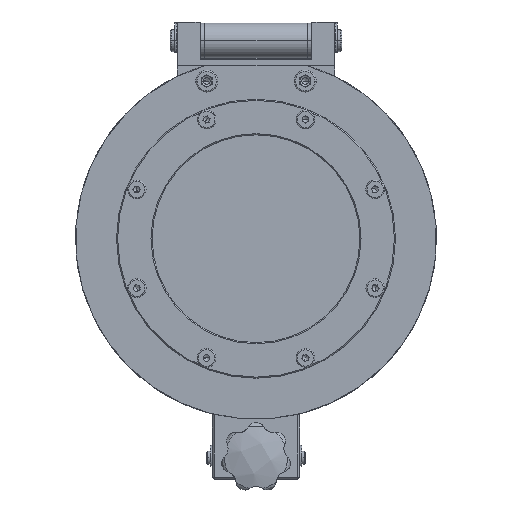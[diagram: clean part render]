
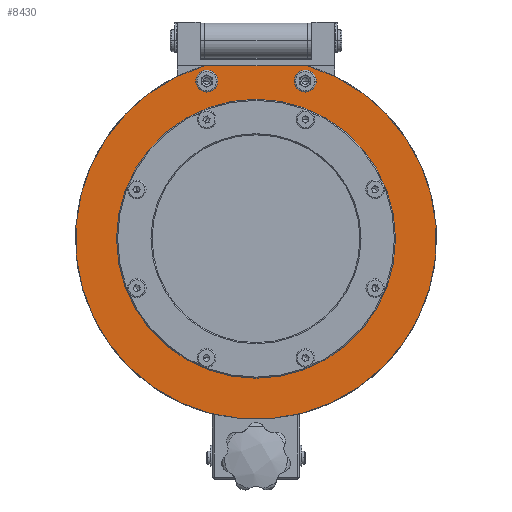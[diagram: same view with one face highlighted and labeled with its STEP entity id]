
A CAD part, top view. The second image highlights one B-rep face of the part: STEP entity #8430.
In plain terms, the highlighted planar face has unit normal (0, 0, 1).
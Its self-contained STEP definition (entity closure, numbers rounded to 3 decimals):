
#91 = EDGE_LOOP ( 'NONE', ( #38909, #1996 ) ) ;
#205 = VERTEX_POINT ( 'NONE', #36156 ) ;
#416 = ORIENTED_EDGE ( 'NONE', *, *, #7628, .F. ) ;
#1996 = ORIENTED_EDGE ( 'NONE', *, *, #38817, .T. ) ;
#4213 = CARTESIAN_POINT ( 'NONE',  ( -22.5, 68.582, 26. ) ) ;
#5631 = DIRECTION ( 'NONE',  ( 0., 0., 1. ) ) ;
#5775 = CARTESIAN_POINT ( 'NONE',  ( 0., 0., 26. ) ) ;
#6316 = CARTESIAN_POINT ( 'NONE',  ( 63.75, 0., 26. ) ) ;
#6828 = CIRCLE ( 'NONE', #38855, 3.5 ) ;
#7479 = CARTESIAN_POINT ( 'NONE',  ( -22.5, 75.582, 26. ) ) ;
#7628 = EDGE_CURVE ( 'NONE', #38893, #17891, #10449, .T. ) ;
#8139 = EDGE_CURVE ( 'NONE', #37402, #205, #16812, .T. ) ;
#8332 = EDGE_CURVE ( 'NONE', #37105, #12380, #6828, .T. ) ;
#8430 = ADVANCED_FACE ( 'NONE', ( #12590, #14214, #12874, #13077 ), #27466, .T. ) ;
#8560 = CIRCLE ( 'NONE', #9571, 3.5 ) ;
#9089 = ORIENTED_EDGE ( 'NONE', *, *, #8139, .F. ) ;
#9208 = ORIENTED_EDGE ( 'NONE', *, *, #10778, .F. ) ;
#9571 = AXIS2_PLACEMENT_3D ( 'NONE', #32236, #32459, #32651 ) ;
#10165 = AXIS2_PLACEMENT_3D ( 'NONE', #16170, #16054, #16044 ) ;
#10449 = CIRCLE ( 'NONE', #36395, 63.75 ) ;
#10778 = EDGE_CURVE ( 'NONE', #17891, #38893, #36435, .T. ) ;
#11793 = DIRECTION ( 'NONE',  ( 1., 0., 0. ) ) ;
#12056 = VECTOR ( 'NONE', #36372, 1000. ) ;
#12380 = VERTEX_POINT ( 'NONE', #7479 ) ;
#12590 = FACE_BOUND ( 'NONE', #17264, .T. ) ;
#12874 = FACE_BOUND ( 'NONE', #23124, .T. ) ;
#13077 = FACE_OUTER_BOUND ( 'NONE', #91, .T. ) ;
#14214 = FACE_BOUND ( 'NONE', #21238, .T. ) ;
#14705 = ORIENTED_EDGE ( 'NONE', *, *, #8332, .F. ) ;
#16044 = DIRECTION ( 'NONE',  ( 0., 1., 0. ) ) ;
#16054 = DIRECTION ( 'NONE',  ( 0., 0., 1. ) ) ;
#16170 = CARTESIAN_POINT ( 'NONE',  ( 0., 0., 26. ) ) ;
#16812 = CIRCLE ( 'NONE', #31178, 3.5 ) ;
#17084 = ORIENTED_EDGE ( 'NONE', *, *, #24769, .F. ) ;
#17264 = EDGE_LOOP ( 'NONE', ( #9208, #416 ) ) ;
#17314 = EDGE_CURVE ( 'NONE', #39024, #29077, #32482, .T. ) ;
#17891 = VERTEX_POINT ( 'NONE', #6316 ) ;
#17898 = ORIENTED_EDGE ( 'NONE', *, *, #35463, .F. ) ;
#19453 = AXIS2_PLACEMENT_3D ( 'NONE', #26997, #26992, #26943 ) ;
#20789 = AXIS2_PLACEMENT_3D ( 'NONE', #23096, #23046, #22963 ) ;
#21238 = EDGE_LOOP ( 'NONE', ( #17084, #14705 ) ) ;
#21832 = CIRCLE ( 'NONE', #20789, 3.5 ) ;
#22963 = DIRECTION ( 'NONE',  ( 0., 1., 0. ) ) ;
#23046 = DIRECTION ( 'NONE',  ( 0., 0., 1. ) ) ;
#23096 = CARTESIAN_POINT ( 'NONE',  ( -22.5, 72.082, 26. ) ) ;
#23124 = EDGE_LOOP ( 'NONE', ( #17898, #9089 ) ) ;
#24769 = EDGE_CURVE ( 'NONE', #12380, #37105, #21832, .T. ) ;
#26943 = DIRECTION ( 'NONE',  ( 0., 1., 0. ) ) ;
#26992 = DIRECTION ( 'NONE',  ( 0., 0., 1. ) ) ;
#26997 = CARTESIAN_POINT ( 'NONE',  ( 0., 0., 26. ) ) ;
#27466 = PLANE ( 'NONE',  #19453 ) ;
#28496 = DIRECTION ( 'NONE',  ( 0., 0., 1. ) ) ;
#28500 = CARTESIAN_POINT ( 'NONE',  ( -22.5, 72.082, 26. ) ) ;
#29077 = VERTEX_POINT ( 'NONE', #38282 ) ;
#31178 = AXIS2_PLACEMENT_3D ( 'NONE', #31504, #31471, #31462 ) ;
#31201 = CARTESIAN_POINT ( 'NONE',  ( -63.75, 0., 26. ) ) ;
#31462 = DIRECTION ( 'NONE',  ( 0., 1., 0. ) ) ;
#31471 = DIRECTION ( 'NONE',  ( 0., 0., 1. ) ) ;
#31504 = CARTESIAN_POINT ( 'NONE',  ( 22.5, 72.082, 26. ) ) ;
#31564 = DIRECTION ( 'NONE',  ( 0., 1., 0. ) ) ;
#32236 = CARTESIAN_POINT ( 'NONE',  ( 22.5, 72.082, 26. ) ) ;
#32459 = DIRECTION ( 'NONE',  ( 0., 0., 1. ) ) ;
#32482 = CIRCLE ( 'NONE', #10165, 82.5 ) ;
#32651 = DIRECTION ( 'NONE',  ( 0., 1., 0. ) ) ;
#35463 = EDGE_CURVE ( 'NONE', #205, #37402, #8560, .T. ) ;
#35722 = CARTESIAN_POINT ( 'NONE',  ( -23.5, 79.082, 26. ) ) ;
#35805 = CARTESIAN_POINT ( 'NONE',  ( -23.5, 79.082, 26. ) ) ;
#36156 = CARTESIAN_POINT ( 'NONE',  ( 22.5, 75.582, 26. ) ) ;
#36181 = DIRECTION ( 'NONE',  ( 1., 0., 0. ) ) ;
#36196 = DIRECTION ( 'NONE',  ( 0., 0., 1. ) ) ;
#36233 = CARTESIAN_POINT ( 'NONE',  ( 0., 0., 26. ) ) ;
#36372 = DIRECTION ( 'NONE',  ( -1., 0., 0. ) ) ;
#36395 = AXIS2_PLACEMENT_3D ( 'NONE', #5775, #5631, #11793 ) ;
#36435 = CIRCLE ( 'NONE', #40009, 63.75 ) ;
#36540 = LINE ( 'NONE', #35805, #12056 ) ;
#37105 = VERTEX_POINT ( 'NONE', #4213 ) ;
#37402 = VERTEX_POINT ( 'NONE', #39225 ) ;
#38282 = CARTESIAN_POINT ( 'NONE',  ( 23.5, 79.082, 26. ) ) ;
#38817 = EDGE_CURVE ( 'NONE', #29077, #39024, #36540, .T. ) ;
#38855 = AXIS2_PLACEMENT_3D ( 'NONE', #28500, #28496, #31564 ) ;
#38893 = VERTEX_POINT ( 'NONE', #31201 ) ;
#38909 = ORIENTED_EDGE ( 'NONE', *, *, #17314, .T. ) ;
#39024 = VERTEX_POINT ( 'NONE', #35722 ) ;
#39225 = CARTESIAN_POINT ( 'NONE',  ( 22.5, 68.582, 26. ) ) ;
#40009 = AXIS2_PLACEMENT_3D ( 'NONE', #36233, #36196, #36181 ) ;
